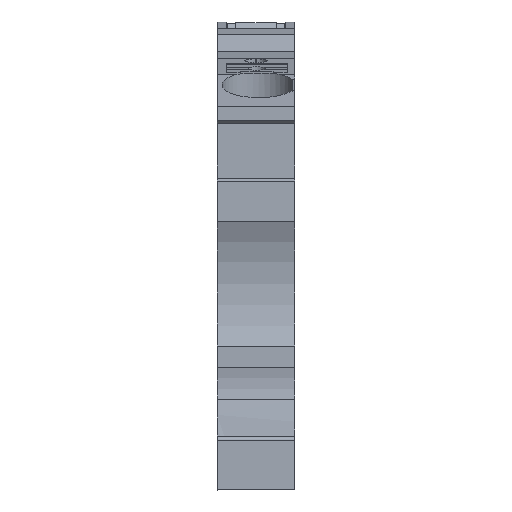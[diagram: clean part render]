
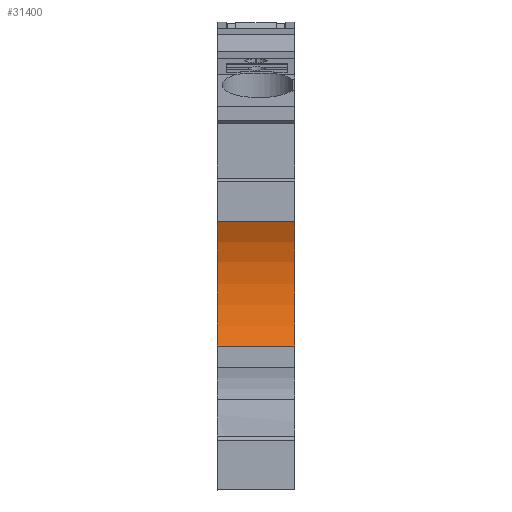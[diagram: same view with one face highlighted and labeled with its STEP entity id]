
A CAD part, front view. The second image highlights one B-rep face of the part: STEP entity #31400.
In plain terms, the highlighted cylindrical face has radius 15 mm (diameter 30 mm), a partial arc.
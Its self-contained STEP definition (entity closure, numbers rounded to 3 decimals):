
#680=CARTESIAN_POINT('',(-50.182,15.018,
-45.52));
#690=VERTEX_POINT('',#680);
#720=CARTESIAN_POINT('',(-64.623,19.072,
-45.52));
#730=DIRECTION('',(0.,0.,-1.));
#740=DIRECTION('',(-1.,0.,0.));
#750=AXIS2_PLACEMENT_3D('',#720,#730,#740);
#760=CIRCLE('',#750,15.);
#770=CARTESIAN_POINT('',(-52.439,27.821,
-45.52));
#780=VERTEX_POINT('',#770);
#790=EDGE_CURVE('',#780,#690,#760,.T.);
#13810=CARTESIAN_POINT('',(-52.439,27.821,
-53.67));
#13820=VERTEX_POINT('',#13810);
#13850=CARTESIAN_POINT('',(-64.623,19.072,
-53.67));
#13860=DIRECTION('',(0.,0.,-1.));
#13870=DIRECTION('',(-1.,0.,0.));
#13880=AXIS2_PLACEMENT_3D('',#13850,#13860,#13870);
#13890=CIRCLE('',#13880,15.);
#13900=CARTESIAN_POINT('',(-50.182,15.018,
-53.67));
#13910=VERTEX_POINT('',#13900);
#13920=EDGE_CURVE('',#13820,#13910,#13890,.T.);
#31060=CARTESIAN_POINT('',(-52.439,27.821,
-45.52));
#31070=DIRECTION('',(0.,0.,-1.));
#31080=VECTOR('',#31070,1.);
#31090=LINE('',#31060,#31080);
#31100=EDGE_CURVE('',#780,#13820,#31090,.T.);
#31240=CARTESIAN_POINT('',(-64.623,19.072,
-45.52));
#31250=DIRECTION('',(0.,0.,-1.));
#31260=DIRECTION('',(-1.,0.,0.));
#31270=AXIS2_PLACEMENT_3D('',#31240,#31250,#31260);
#31280=CYLINDRICAL_SURFACE('',#31270,15.);
#31290=ORIENTED_EDGE('',*,*,#790,.F.);
#31300=CARTESIAN_POINT('',(-50.182,15.018,
-45.52));
#31310=DIRECTION('',(0.,0.,-1.));
#31320=VECTOR('',#31310,1.);
#31330=LINE('',#31300,#31320);
#31340=EDGE_CURVE('',#690,#13910,#31330,.T.);
#31350=ORIENTED_EDGE('',*,*,#31340,.F.);
#31360=ORIENTED_EDGE('',*,*,#13920,.T.);
#31370=ORIENTED_EDGE('',*,*,#31100,.T.);
#31380=EDGE_LOOP('',(#31370,#31360,#31350,#31290));
#31390=FACE_OUTER_BOUND('',#31380,.T.);
#31400=ADVANCED_FACE('',(#31390),#31280,.F.);
